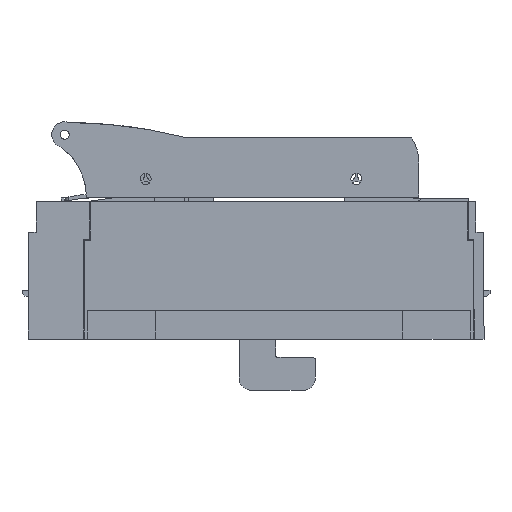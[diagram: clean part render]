
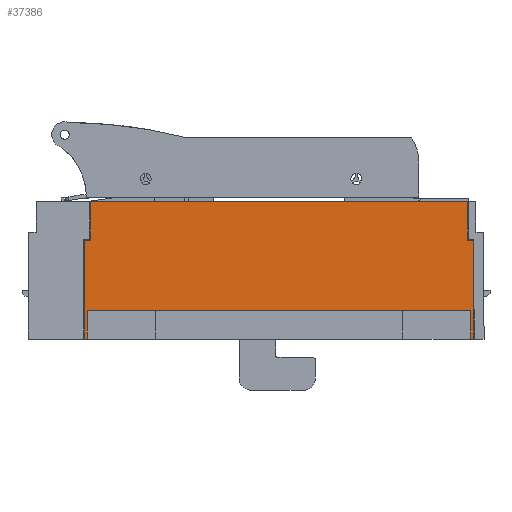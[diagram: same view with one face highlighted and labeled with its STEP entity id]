
A CAD part, front view. The second image highlights one B-rep face of the part: STEP entity #37386.
In plain terms, the highlighted face is planar.
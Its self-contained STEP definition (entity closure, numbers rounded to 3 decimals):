
#32354=DIRECTION('',(0.,0.,1.));
#32355=VECTOR('',#32354,64.8);
#32356=CARTESIAN_POINT('',(-127.5,45.375,0.));
#32357=LINE('',#32356,#32355);
#32368=DIRECTION('',(-1.,0.,0.));
#32369=VECTOR('',#32368,4.3);
#32370=CARTESIAN_POINT('',(127.5,45.375,64.8));
#32371=LINE('',#32370,#32369);
#32375=DIRECTION('',(0.,0.,1.));
#32376=VECTOR('',#32375,25.2);
#32377=CARTESIAN_POINT('',(123.2,45.375,64.8));
#32378=LINE('',#32377,#32376);
#32382=DIRECTION('',(-1.,0.,0.));
#32383=VECTOR('',#32382,246.4);
#32384=CARTESIAN_POINT('',(123.2,45.375,90.));
#32385=LINE('',#32384,#32383);
#32389=DIRECTION('',(0.,0.,-1.));
#32390=VECTOR('',#32389,25.2);
#32391=CARTESIAN_POINT('',(-123.2,45.375,90.));
#32392=LINE('',#32391,#32390);
#32396=DIRECTION('',(-1.,0.,0.));
#32397=VECTOR('',#32396,4.3);
#32398=CARTESIAN_POINT('',(-123.2,45.375,64.8));
#32399=LINE('',#32398,#32397);
#32403=DIRECTION('',(1.,0.,0.));
#32404=VECTOR('',#32403,2.);
#32405=CARTESIAN_POINT('',(-127.5,45.375,0.));
#32406=LINE('',#32405,#32404);
#32410=DIRECTION('',(0.,0.,1.));
#32411=VECTOR('',#32410,18.5);
#32412=CARTESIAN_POINT('',(-125.5,45.375,0.));
#32413=LINE('',#32412,#32411);
#32417=DIRECTION('',(1.,0.,0.));
#32418=VECTOR('',#32417,251.);
#32419=CARTESIAN_POINT('',(-125.5,45.375,18.5));
#32420=LINE('',#32419,#32418);
#32424=DIRECTION('',(0.,0.,-1.));
#32425=VECTOR('',#32424,18.5);
#32426=CARTESIAN_POINT('',(125.5,45.375,18.5));
#32427=LINE('',#32426,#32425);
#32431=DIRECTION('',(1.,0.,0.));
#32432=VECTOR('',#32431,2.);
#32433=CARTESIAN_POINT('',(125.5,45.375,0.));
#32434=LINE('',#32433,#32432);
#32438=DIRECTION('',(0.,0.,1.));
#32439=VECTOR('',#32438,64.8);
#32440=CARTESIAN_POINT('',(127.5,45.375,0.));
#32441=LINE('',#32440,#32439);
#36241=CARTESIAN_POINT('',(127.5,45.375,0.));
#36242=VERTEX_POINT('',#36241);
#36243=CARTESIAN_POINT('',(125.5,45.375,0.));
#36244=VERTEX_POINT('',#36243);
#36257=CARTESIAN_POINT('',(-125.5,45.375,0.));
#36258=VERTEX_POINT('',#36257);
#36259=CARTESIAN_POINT('',(-127.5,45.375,0.));
#36260=VERTEX_POINT('',#36259);
#36361=CARTESIAN_POINT('',(-127.5,45.375,64.8));
#36363=VERTEX_POINT('',#36361);
#36401=CARTESIAN_POINT('',(-123.2,45.375,64.8));
#36402=VERTEX_POINT('',#36401);
#36405=CARTESIAN_POINT('',(127.5,45.375,64.8));
#36406=CARTESIAN_POINT('',(123.2,45.375,64.8));
#36407=VERTEX_POINT('',#36405);
#36408=VERTEX_POINT('',#36406);
#36409=CARTESIAN_POINT('',(123.2,45.375,90.));
#36410=VERTEX_POINT('',#36409);
#36411=CARTESIAN_POINT('',(-123.2,45.375,90.));
#36412=VERTEX_POINT('',#36411);
#36413=CARTESIAN_POINT('',(-125.5,45.375,18.5));
#36414=VERTEX_POINT('',#36413);
#36415=CARTESIAN_POINT('',(125.5,45.375,18.5));
#36416=VERTEX_POINT('',#36415);
#37359=CARTESIAN_POINT('',(234.846,45.375,0.));
#37360=DIRECTION('',(0.,-1.,0.));
#37361=DIRECTION('',(0.,0.,-1.));
#37362=AXIS2_PLACEMENT_3D('',#37359,#37360,#37361);
#37363=PLANE('',#37362);
#37365=ORIENTED_EDGE('',*,*,#37364,.T.);
#37367=ORIENTED_EDGE('',*,*,#37366,.T.);
#37369=ORIENTED_EDGE('',*,*,#37368,.T.);
#37371=ORIENTED_EDGE('',*,*,#37370,.T.);
#37372=ORIENTED_EDGE('',*,*,#37342,.T.);
#37373=ORIENTED_EDGE('',*,*,#37325,.F.);
#37374=ORIENTED_EDGE('',*,*,#37105,.T.);
#37376=ORIENTED_EDGE('',*,*,#37375,.T.);
#37378=ORIENTED_EDGE('',*,*,#37377,.T.);
#37380=ORIENTED_EDGE('',*,*,#37379,.T.);
#37381=ORIENTED_EDGE('',*,*,#37089,.T.);
#37383=ORIENTED_EDGE('',*,*,#37382,.T.);
#37384=EDGE_LOOP('',(#37365,#37367,#37369,#37371,#37372,#37373,#37374,#37376,
#37378,#37380,#37381,#37383));
#37385=FACE_OUTER_BOUND('',#37384,.F.);
#37089=EDGE_CURVE('',#36244,#36242,#32434,.T.);
#37105=EDGE_CURVE('',#36260,#36258,#32406,.T.);
#37325=EDGE_CURVE('',#36260,#36363,#32357,.T.);
#37342=EDGE_CURVE('',#36402,#36363,#32399,.T.);
#37364=EDGE_CURVE('',#36407,#36408,#32371,.T.);
#37366=EDGE_CURVE('',#36408,#36410,#32378,.T.);
#37368=EDGE_CURVE('',#36410,#36412,#32385,.T.);
#37370=EDGE_CURVE('',#36412,#36402,#32392,.T.);
#37375=EDGE_CURVE('',#36258,#36414,#32413,.T.);
#37377=EDGE_CURVE('',#36414,#36416,#32420,.T.);
#37379=EDGE_CURVE('',#36416,#36244,#32427,.T.);
#37382=EDGE_CURVE('',#36242,#36407,#32441,.T.);
#37386=ADVANCED_FACE('',(#37385),#37363,.F.);
